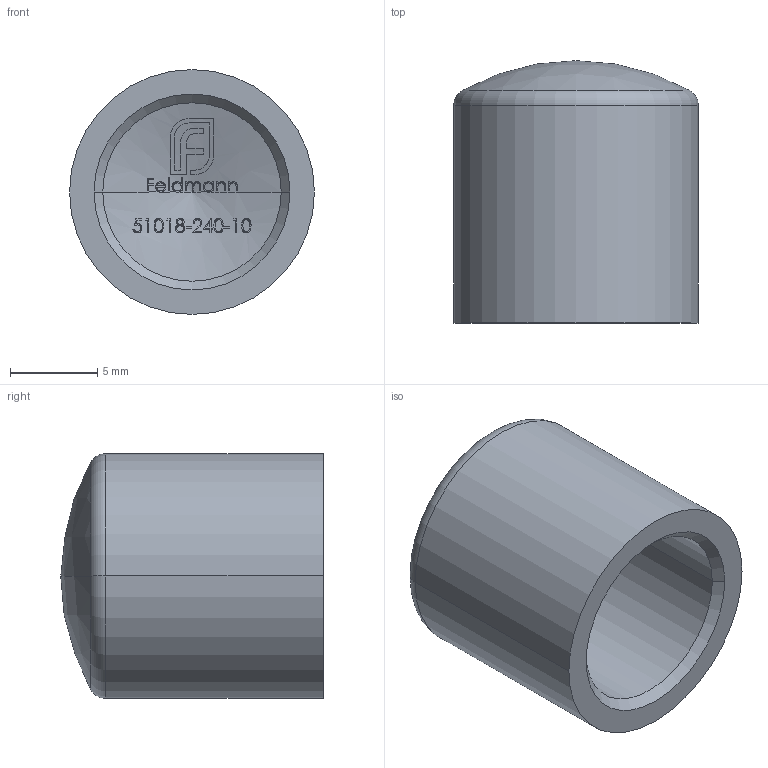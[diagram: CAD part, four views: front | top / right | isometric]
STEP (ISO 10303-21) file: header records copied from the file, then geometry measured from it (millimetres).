
FILE_DESCRIPTION (( 'STEP AP203' ), '1' );
FILE_NAME ('51018-240-10.step', '2021-02-10T12:10:52', ( '' ), ( '' ), 'SwSTEP 2.0', 'SolidWorks 2018', '' );
FILE_SCHEMA (( 'CONFIG_CONTROL_DESIGN' ));
Length unit declared in the file: millimetre
Products named in the file (2): 51018-240-10
Bounding box: 14 x 15 x 14 mm (x, y, z)
Volume: 1297.9 mm3; surface area: 1211 mm2
Topology: 1 solids, 1 shells, 301 faces, 802 edges, 524 vertices
Faces by surface type: plane 126, bspline 126, cone 41, cylinder 4, torus 2, sphere 2
Entity records: 14455 total; most frequent: CARTESIAN_POINT 8155, ORIENTED_EDGE 1600, EDGE_CURVE 800, DIRECTION 682, VERTEX_POINT 524, B_SPLINE_CURVE_WITH_KNOTS 488, EDGE_LOOP 324, ADVANCED_FACE 301
